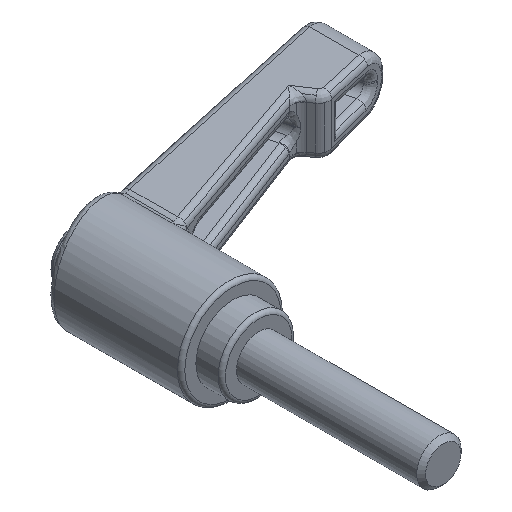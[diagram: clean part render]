
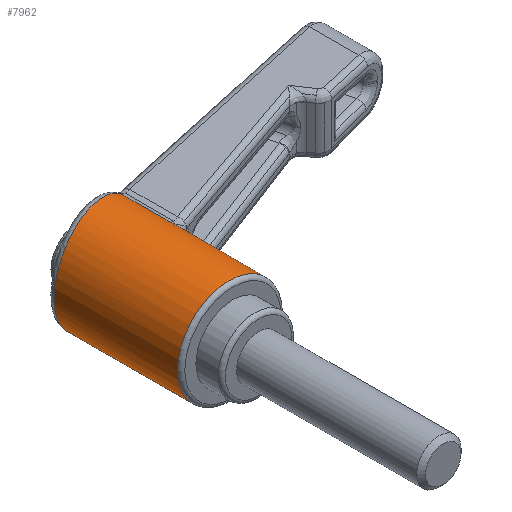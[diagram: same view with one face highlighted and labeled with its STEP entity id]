
A CAD part, isometric view. The second image highlights one B-rep face of the part: STEP entity #7962.
In plain terms, the highlighted cylindrical face has radius 7 mm (diameter 14 mm), a full revolution.
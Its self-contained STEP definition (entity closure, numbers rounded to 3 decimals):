
#536=CIRCLE('',#1501,7.);
#537=CIRCLE('',#1502,7.);
#538=CIRCLE('',#1503,7.);
#742=CYLINDRICAL_SURFACE('',#1814,7.);
#985=VECTOR('',#2356,1.);
#1079=VECTOR('',#2644,1.);
#1345=LINE('',#11997,#985);
#1439=LINE('',#15234,#1079);
#1501=AXIS2_PLACEMENT_3D('',#9076,#1929,#1930);
#1502=AXIS2_PLACEMENT_3D('',#9078,#1931,#1932);
#1503=AXIS2_PLACEMENT_3D('',#9080,#1933,#1934);
#1814=AXIS2_PLACEMENT_3D('',#20780,#2764,#2765);
#1929=DIRECTION('',(0.,-1.,0.));
#1930=DIRECTION('',(-7.,0.,0.));
#1931=DIRECTION('',(0.,-1.,0.));
#1932=DIRECTION('',(-7.,0.,0.));
#1933=DIRECTION('',(0.,-1.,0.));
#1934=DIRECTION('',(-7.,0.,0.));
#2356=DIRECTION('',(0.,-1.,0.));
#2644=DIRECTION('',(0.,1.,0.));
#2764=DIRECTION('',(0.,-1.,0.));
#2765=DIRECTION('',(-7.,0.,0.));
#3060=VERTEX_POINT('',#9075);
#3061=VERTEX_POINT('',#9077);
#3062=VERTEX_POINT('',#9079);
#3404=VERTEX_POINT('',#11996);
#3405=VERTEX_POINT('',#11998);
#3509=VERTEX_POINT('',#15233);
#3510=VERTEX_POINT('',#15235);
#3513=VERTEX_POINT('',#15488);
#3515=VERTEX_POINT('',#15503);
#3539=VERTEX_POINT('',#17357);
#3549=VERTEX_POINT('',#20673);
#3550=VERTEX_POINT('',#20785);
#3872=B_SPLINE_CURVE_WITH_KNOTS('',3,(#15504,#15505,#15506,#15507,#15508,
#15509,#15510),.UNSPECIFIED.,.F.,.U.,(4,3,4),(0.,0.855,1.),
 .UNSPECIFIED.);
#3902=B_SPLINE_CURVE_WITH_KNOTS('',3,(#17353,#17354,#17355,#17356),
 .UNSPECIFIED.,.F.,.U.,(4,4),(0.,1.),.UNSPECIFIED.);
#3905=B_SPLINE_CURVE_WITH_KNOTS('',3,(#17793,#17794,#17795,#17796,#17797,
#17798,#17799,#17800,#17801,#17802),.UNSPECIFIED.,.F.,.U.,(4,3,3,4),(0.,
0.349,0.825,1.),.UNSPECIFIED.);
#3921=B_SPLINE_CURVE_WITH_KNOTS('',3,(#20678,#20679,#20680,#20681),
 .UNSPECIFIED.,.F.,.U.,(4,4),(0.,1.),.UNSPECIFIED.);
#3922=B_SPLINE_CURVE_WITH_KNOTS('',3,(#20770,#20771,#20772,#20773,#20774,
#20775,#20776,#20777,#20778,#20779),.UNSPECIFIED.,.F.,.U.,(4,1,1,1,1,1,
1,4),(0.,0.25,0.375,0.5,0.625,0.75,0.875,1.),.UNSPECIFIED.);
#3923=B_SPLINE_CURVE_WITH_KNOTS('',3,(#20781,#20782,#20783,#20784),
 .UNSPECIFIED.,.F.,.U.,(4,4),(-6.62,10.096),
 .UNSPECIFIED.);
#3924=B_SPLINE_CURVE_WITH_KNOTS('',3,(#20786,#20787,#20788,#20789,#20790,
#20791,#20792,#20793,#20794,#20795,#20796,#20797,#20798,#20799,#20800,#20801,
#20802,#20803,#20804),.UNSPECIFIED.,.F.,.U.,(4,3,3,3,3,3,4),(0.,0.089,
0.196,0.299,0.4,0.495,
0.5),.UNSPECIFIED.);
#3925=B_SPLINE_CURVE_WITH_KNOTS('',3,(#20805,#20806,#20807,#20808,#20809,
#20810,#20811,#20812,#20813,#20814,#20815,#20816,#20817,#20818,#20819,#20820),
 .UNSPECIFIED.,.F.,.U.,(4,3,3,3,3,4),(0.5,0.596,
0.699,0.805,0.909,1.),.UNSPECIFIED.);
#4075=EDGE_CURVE('',#3060,#3061,#536,.T.);
#4076=EDGE_CURVE('',#3061,#3062,#537,.T.);
#4077=EDGE_CURVE('',#3062,#3060,#538,.T.);
#4506=EDGE_CURVE('',#3404,#3405,#1345,.F.);
#4738=EDGE_CURVE('',#3509,#3510,#1439,.F.);
#4747=EDGE_CURVE('',#3515,#3513,#3872,.F.);
#4804=EDGE_CURVE('',#3513,#3539,#3902,.T.);
#4807=EDGE_CURVE('',#3510,#3515,#3905,.F.);
#4842=EDGE_CURVE('',#3539,#3549,#3921,.F.);
#4843=EDGE_CURVE('',#3549,#3404,#3922,.T.);
#4844=EDGE_CURVE('',#3062,#3550,#3923,.T.);
#4845=EDGE_CURVE('',#3405,#3550,#3924,.T.);
#4846=EDGE_CURVE('',#3550,#3509,#3925,.T.);
#6396=ORIENTED_EDGE('',*,*,#4844,.T.);
#6397=ORIENTED_EDGE('',*,*,#4845,.F.);
#6398=ORIENTED_EDGE('',*,*,#4506,.F.);
#6399=ORIENTED_EDGE('',*,*,#4843,.F.);
#6400=ORIENTED_EDGE('',*,*,#4842,.F.);
#6401=ORIENTED_EDGE('',*,*,#4804,.F.);
#6402=ORIENTED_EDGE('',*,*,#4747,.F.);
#6403=ORIENTED_EDGE('',*,*,#4807,.F.);
#6404=ORIENTED_EDGE('',*,*,#4738,.F.);
#6405=ORIENTED_EDGE('',*,*,#4846,.F.);
#6406=ORIENTED_EDGE('',*,*,#4844,.F.);
#6407=ORIENTED_EDGE('',*,*,#4076,.F.);
#6408=ORIENTED_EDGE('',*,*,#4075,.F.);
#6409=ORIENTED_EDGE('',*,*,#4077,.F.);
#7172=EDGE_LOOP('',(#6396,#6397,#6398,#6399,#6400,#6401,#6402,#6403,#6404,
#6405,#6406,#6407,#6408,#6409));
#7580=FACE_BOUND('',#7172,.T.);
#7962=ADVANCED_FACE('',(#7580),#742,.T.);
#9075=CARTESIAN_POINT('',(0.,0.5,-7.));
#9076=CARTESIAN_POINT('',(0.,0.5,0.));
#9077=CARTESIAN_POINT('',(7.,0.5,0.));
#9078=CARTESIAN_POINT('',(0.,0.5,0.));
#9079=CARTESIAN_POINT('',(-7.,0.5,0.));
#9080=CARTESIAN_POINT('',(0.,0.5,0.));
#11996=CARTESIAN_POINT('',(4.455,12.906,-5.399));
#11997=CARTESIAN_POINT('',(4.455,13.,-5.399));
#11998=CARTESIAN_POINT('',(4.455,19.62,-5.399));
#15233=CARTESIAN_POINT('',(4.455,19.62,5.399));
#15234=CARTESIAN_POINT('',(4.455,13.,5.399));
#15235=CARTESIAN_POINT('',(4.455,12.906,5.399));
#15488=CARTESIAN_POINT('',(6.202,11.968,3.246));
#15503=CARTESIAN_POINT('',(6.059,11.931,3.506));
#15504=CARTESIAN_POINT('',(6.202,11.968,3.246));
#15505=CARTESIAN_POINT('',(6.163,11.952,3.32));
#15506=CARTESIAN_POINT('',(6.123,11.94,3.394));
#15507=CARTESIAN_POINT('',(6.08,11.934,3.468));
#15508=CARTESIAN_POINT('',(6.073,11.933,3.481));
#15509=CARTESIAN_POINT('',(6.066,11.932,3.493));
#15510=CARTESIAN_POINT('',(6.059,11.931,3.506));
#17353=CARTESIAN_POINT('',(6.202,11.968,3.246));
#17354=CARTESIAN_POINT('',(7.269,12.412,1.207));
#17355=CARTESIAN_POINT('',(7.262,12.409,-1.22));
#17356=CARTESIAN_POINT('',(6.202,11.968,-3.246));
#17357=CARTESIAN_POINT('',(6.202,11.968,-3.246));
#17793=CARTESIAN_POINT('',(6.059,11.931,3.506));
#17794=CARTESIAN_POINT('',(5.9,11.913,3.781));
#17795=CARTESIAN_POINT('',(5.72,11.963,4.046));
#17796=CARTESIAN_POINT('',(5.534,12.058,4.287));
#17797=CARTESIAN_POINT('',(5.28,12.187,4.615));
#17798=CARTESIAN_POINT('',(5.016,12.396,4.896));
#17799=CARTESIAN_POINT('',(4.75,12.633,5.142));
#17800=CARTESIAN_POINT('',(4.652,12.721,5.232));
#17801=CARTESIAN_POINT('',(4.554,12.812,5.318));
#17802=CARTESIAN_POINT('',(4.455,12.906,5.399));
#20673=CARTESIAN_POINT('',(6.059,11.931,-3.506));
#20678=CARTESIAN_POINT('',(6.059,11.931,-3.506));
#20679=CARTESIAN_POINT('',(6.109,11.937,-3.42));
#20680=CARTESIAN_POINT('',(6.156,11.949,-3.333));
#20681=CARTESIAN_POINT('',(6.202,11.968,-3.246));
#20770=CARTESIAN_POINT('',(6.059,11.931,-3.506));
#20771=CARTESIAN_POINT('',(5.955,11.919,-3.685));
#20772=CARTESIAN_POINT('',(5.782,11.945,-3.956));
#20773=CARTESIAN_POINT('',(5.522,12.058,-4.307));
#20774=CARTESIAN_POINT('',(5.292,12.197,-4.585));
#20775=CARTESIAN_POINT('',(5.109,12.331,-4.788));
#20776=CARTESIAN_POINT('',(4.876,12.52,-5.025));
#20777=CARTESIAN_POINT('',(4.688,12.688,-5.2));
#20778=CARTESIAN_POINT('',(4.535,12.831,-5.334));
#20779=CARTESIAN_POINT('',(4.455,12.906,-5.399));
#20780=CARTESIAN_POINT('',(0.,13.,0.));
#20781=CARTESIAN_POINT('',(-7.,0.5,0.));
#20782=CARTESIAN_POINT('',(-7.,6.072,0.));
#20783=CARTESIAN_POINT('',(-7.,11.644,0.));
#20784=CARTESIAN_POINT('',(-7.,17.216,0.));
#20785=CARTESIAN_POINT('',(-7.,17.216,0.));
#20786=CARTESIAN_POINT('',(4.455,19.62,-5.399));
#20787=CARTESIAN_POINT('',(3.734,19.469,-5.994));
#20788=CARTESIAN_POINT('',(2.895,19.292,-6.441));
#20789=CARTESIAN_POINT('',(2.004,19.105,-6.707));
#20790=CARTESIAN_POINT('',(0.929,18.88,-7.028));
#20791=CARTESIAN_POINT('',(-0.22,18.638,-7.086));
#20792=CARTESIAN_POINT('',(-1.321,18.408,-6.874));
#20793=CARTESIAN_POINT('',(-2.386,18.184,-6.67));
#20794=CARTESIAN_POINT('',(-3.404,17.97,-6.213));
#20795=CARTESIAN_POINT('',(-4.27,17.788,-5.547));
#20796=CARTESIAN_POINT('',(-5.109,17.612,-4.901));
#20797=CARTESIAN_POINT('',(-5.802,17.467,-4.059));
#20798=CARTESIAN_POINT('',(-6.275,17.367,-3.102));
#20799=CARTESIAN_POINT('',(-6.724,17.273,-2.194));
#20800=CARTESIAN_POINT('',(-6.974,17.221,-1.184));
#20801=CARTESIAN_POINT('',(-6.998,17.216,-0.168));
#20802=CARTESIAN_POINT('',(-6.999,17.216,-0.112));
#20803=CARTESIAN_POINT('',(-7.,17.216,-0.056));
#20804=CARTESIAN_POINT('',(-7.,17.216,0.));
#20805=CARTESIAN_POINT('',(-7.,17.216,0.));
#20806=CARTESIAN_POINT('',(-7.,17.216,1.031));
#20807=CARTESIAN_POINT('',(-6.768,17.263,2.06));
#20808=CARTESIAN_POINT('',(-6.33,17.356,2.989));
#20809=CARTESIAN_POINT('',(-5.863,17.455,3.979));
#20810=CARTESIAN_POINT('',(-5.161,17.601,4.852));
#20811=CARTESIAN_POINT('',(-4.306,17.781,5.519));
#20812=CARTESIAN_POINT('',(-3.427,17.965,6.205));
#20813=CARTESIAN_POINT('',(-2.387,18.184,6.673));
#20814=CARTESIAN_POINT('',(-1.299,18.412,6.878));
#20815=CARTESIAN_POINT('',(-0.231,18.636,7.08));
#20816=CARTESIAN_POINT('',(0.883,18.87,7.029));
#20817=CARTESIAN_POINT('',(1.929,19.089,6.729));
#20818=CARTESIAN_POINT('',(2.847,19.282,6.466));
#20819=CARTESIAN_POINT('',(3.714,19.464,6.011));
#20820=CARTESIAN_POINT('',(4.455,19.62,5.399));
